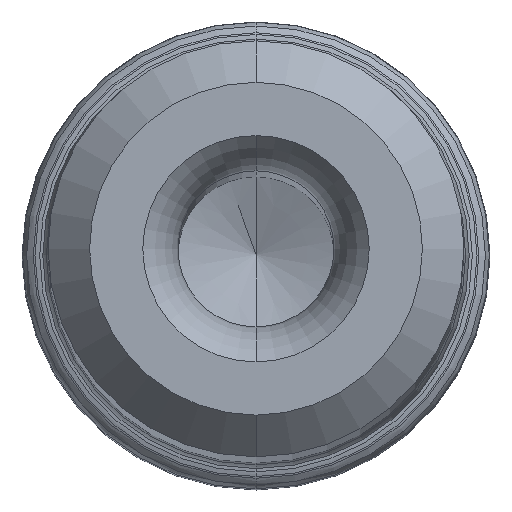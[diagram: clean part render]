
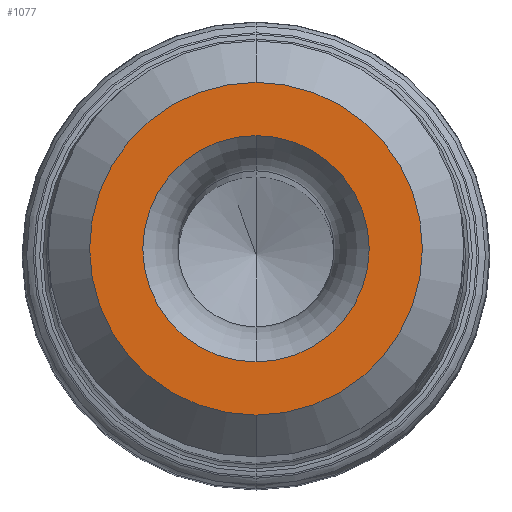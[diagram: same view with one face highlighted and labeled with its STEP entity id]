
A CAD part, top view. The second image highlights one B-rep face of the part: STEP entity #1077.
In plain terms, the highlighted face is planar.
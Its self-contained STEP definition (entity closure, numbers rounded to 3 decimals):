
#440=CARTESIAN_POINT('',(0.,0.,0.));
#441=DIRECTION('',(0.,0.,1.));
#442=DIRECTION('',(0.,-1.,0.));
#443=AXIS2_PLACEMENT_3D('',#440,#441,#442);
#448=CARTESIAN_POINT('',(0.,0.,0.));
#449=DIRECTION('',(0.,0.,1.));
#450=DIRECTION('',(0.,1.,0.));
#451=AXIS2_PLACEMENT_3D('',#448,#449,#450);
#456=CARTESIAN_POINT('',(0.,0.,0.));
#457=DIRECTION('',(0.,0.,-1.));
#458=DIRECTION('',(0.,1.,0.));
#459=AXIS2_PLACEMENT_3D('',#456,#457,#458);
#464=CARTESIAN_POINT('',(0.,0.,0.));
#465=DIRECTION('',(0.,0.,-1.));
#466=DIRECTION('',(0.,-1.,0.));
#467=AXIS2_PLACEMENT_3D('',#464,#465,#466);
#576=CARTESIAN_POINT('',(0.,-3.2,0.));
#577=CARTESIAN_POINT('',(0.,3.2,0.));
#578=VERTEX_POINT('',#576);
#579=VERTEX_POINT('',#577);
#594=CARTESIAN_POINT('',(0.,2.177,0.));
#595=CARTESIAN_POINT('',(0.,-2.177,0.));
#596=VERTEX_POINT('',#594);
#597=VERTEX_POINT('',#595);
#1062=CARTESIAN_POINT('',(0.,0.,0.));
#1063=DIRECTION('',(0.,0.,-1.));
#1064=DIRECTION('',(0.,-1.,0.));
#1065=AXIS2_PLACEMENT_3D('',#1062,#1063,#1064);
#1066=PLANE('',#1065);
#1067=ORIENTED_EDGE('',*,*,#646,.T.);
#1068=ORIENTED_EDGE('',*,*,#661,.T.);
#1069=EDGE_LOOP('',(#1067,#1068));
#1070=FACE_OUTER_BOUND('',#1069,.F.);
#1072=ORIENTED_EDGE('',*,*,#1071,.T.);
#1074=ORIENTED_EDGE('',*,*,#1073,.T.);
#1075=EDGE_LOOP('',(#1072,#1074));
#1076=FACE_BOUND('',#1075,.F.);
#444=CIRCLE('',#443,3.2);
#452=CIRCLE('',#451,3.2);
#460=CIRCLE('',#459,2.177);
#468=CIRCLE('',#467,2.177);
#646=EDGE_CURVE('',#578,#579,#444,.T.);
#661=EDGE_CURVE('',#579,#578,#452,.T.);
#1071=EDGE_CURVE('',#596,#597,#460,.T.);
#1073=EDGE_CURVE('',#597,#596,#468,.T.);
#1077=ADVANCED_FACE('',(#1070,#1076),#1066,.T.);
